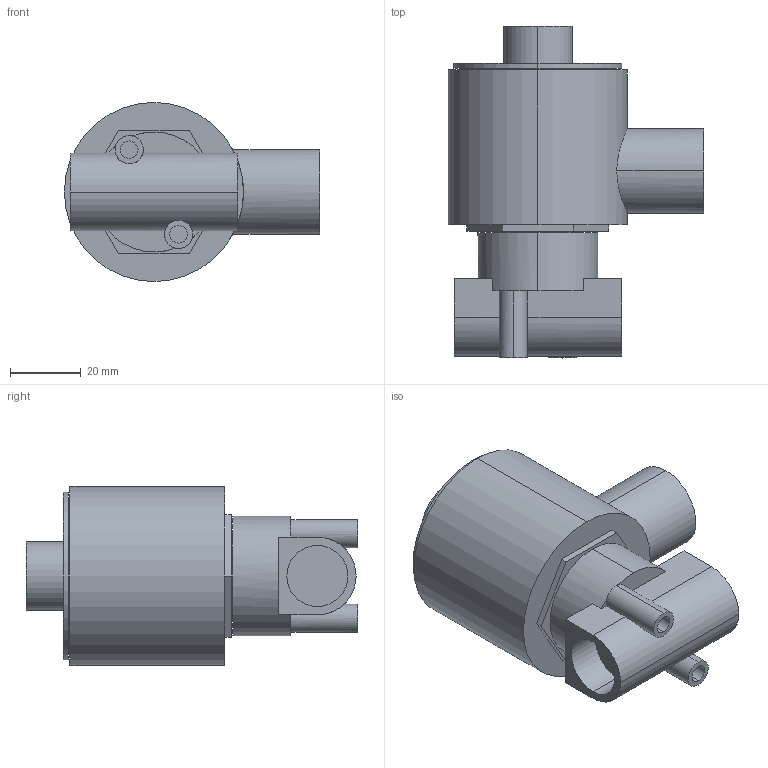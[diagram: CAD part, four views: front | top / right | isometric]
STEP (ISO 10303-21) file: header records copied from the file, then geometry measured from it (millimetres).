
FILE_DESCRIPTION (( 'STEP AP214' ), '1' );
FILE_NAME ('YS301X-9C.STEP', '2025-09-05T07:29:38', ( '' ), ( '' ), 'SwSTEP 2.0', 'SolidWorks 2024', '' );
FILE_SCHEMA (( 'AUTOMOTIVE_DESIGN' ));
Length unit declared in the file: millimetre
Products named in the file (3): YS301X-9C; ZS301-9_9C; AS301X
Assembly tree (2 placements, depth 2):
  YS301X-9C
    ZS301-9_9C
    AS301X
Bounding box: 72.4 x 94.12 x 50.8 mm (x, y, z)
Volume: 133060 mm3; surface area: 24602.1 mm2
Topology: 2 solids, 2 shells, 69 faces, 155 edges, 102 vertices
Faces by surface type: plane 37, cylinder 32
Entity records: 2214 total; most frequent: CARTESIAN_POINT 518, DIRECTION 371, ORIENTED_EDGE 310, EDGE_CURVE 155, AXIS2_PLACEMENT_3D 148, VERTEX_POINT 102, EDGE_LOOP 81, LINE 75
